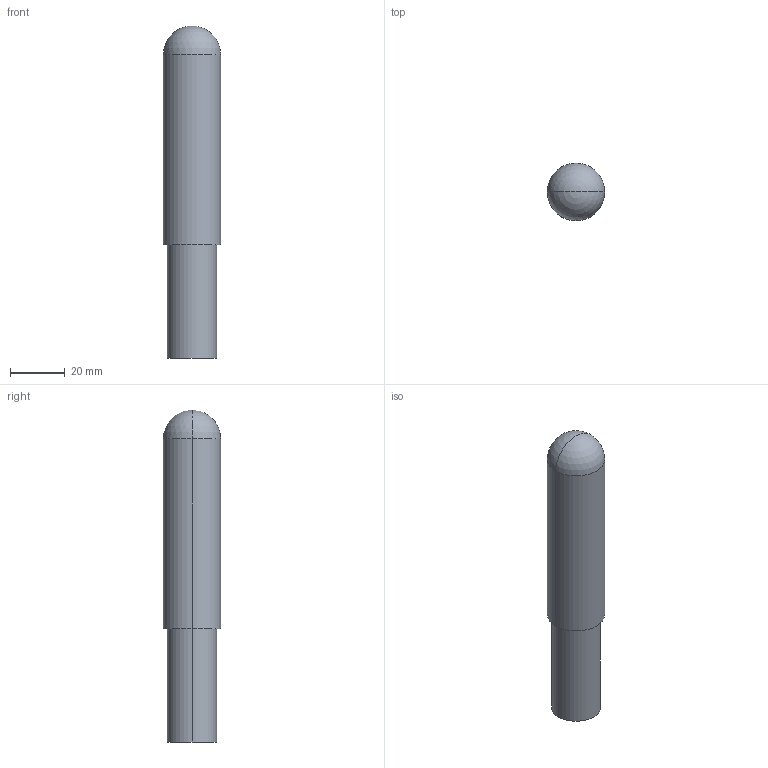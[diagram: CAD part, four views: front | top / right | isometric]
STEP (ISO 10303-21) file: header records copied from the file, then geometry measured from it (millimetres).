
FILE_DESCRIPTION((''),'2;1');
FILE_NAME('603P3.stp','2005-09-29T15:42:03',('CAD'),(''),'Autodesk Inventor 8','Autodesk Inventor 8','');
FILE_SCHEMA(('AUTOMOTIVE_DESIGN { 1 0 10303 214 1 1 1 1 }'));
Length unit declared in the file: millimetre
Products named in the file (1): Part17
Bounding box: 21 x 21 x 121.5 mm (x, y, z)
Volume: 21019 mm3; surface area: 12626.9 mm2
Topology: 1 solids, 1 shells, 16 faces, 32 edges, 19 vertices
Faces by surface type: cylinder 8, plane 4, cone 2, sphere 2
Entity records: 423 total; most frequent: DIRECTION 82, CARTESIAN_POINT 64, ORIENTED_EDGE 58, AXIS2_PLACEMENT_3D 36, EDGE_CURVE 29, CIRCLE 19, EDGE_LOOP 19, VERTEX_POINT 18
